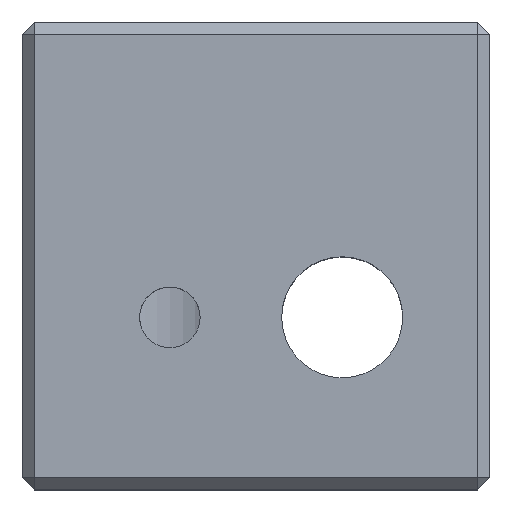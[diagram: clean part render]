
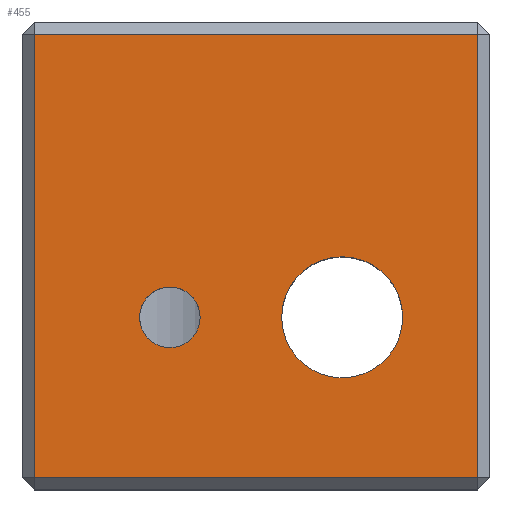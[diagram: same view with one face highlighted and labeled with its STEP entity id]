
A CAD part, top view. The second image highlights one B-rep face of the part: STEP entity #455.
In plain terms, the highlighted planar face has unit normal (0, 0, 1).
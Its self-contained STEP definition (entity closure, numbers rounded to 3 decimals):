
#23=FACE_BOUND('',#94,.T.);
#24=FACE_BOUND('',#95,.T.);
#34=CIRCLE('',#491,2.459);
#35=CIRCLE('',#492,1.23);
#60=FACE_OUTER_BOUND('',#93,.T.);
#93=EDGE_LOOP('',(#374,#375,#376,#377));
#94=EDGE_LOOP('',(#378));
#95=EDGE_LOOP('',(#379));
#137=LINE('',#690,#185);
#141=LINE('',#696,#189);
#145=LINE('',#702,#193);
#153=LINE('',#714,#201);
#185=VECTOR('',#550,18.);
#189=VECTOR('',#558,18.);
#193=VECTOR('',#566,18.);
#201=VECTOR('',#582,18.);
#216=VERTEX_POINT('',#650);
#221=VERTEX_POINT('',#662);
#228=VERTEX_POINT('',#678);
#230=VERTEX_POINT('',#683);
#234=VERTEX_POINT('',#730);
#235=VERTEX_POINT('',#732);
#265=EDGE_CURVE('',#230,#228,#137,.T.);
#269=EDGE_CURVE('',#221,#230,#141,.T.);
#273=EDGE_CURVE('',#228,#216,#145,.T.);
#281=EDGE_CURVE('',#216,#221,#153,.T.);
#290=EDGE_CURVE('',#234,#234,#34,.T.);
#291=EDGE_CURVE('',#235,#235,#35,.T.);
#374=ORIENTED_EDGE('',*,*,#265,.F.);
#375=ORIENTED_EDGE('',*,*,#269,.F.);
#376=ORIENTED_EDGE('',*,*,#281,.F.);
#377=ORIENTED_EDGE('',*,*,#273,.F.);
#378=ORIENTED_EDGE('',*,*,#290,.T.);
#379=ORIENTED_EDGE('',*,*,#291,.T.);
#429=PLANE('',#490);
#455=ADVANCED_FACE('',(#60,#23,#24),#429,.T.);
#490=AXIS2_PLACEMENT_3D('',#729,#601,#602);
#491=AXIS2_PLACEMENT_3D('',#731,#603,#604);
#492=AXIS2_PLACEMENT_3D('',#733,#605,#606);
#550=DIRECTION('',(1.,0.,0.));
#558=DIRECTION('',(0.,1.,0.));
#566=DIRECTION('',(0.,-1.,0.));
#582=DIRECTION('',(-1.,0.,0.));
#601=DIRECTION('center_axis',(0.,0.,1.));
#602=DIRECTION('ref_axis',(1.,0.,0.));
#603=DIRECTION('center_axis',(0.,0.,-1.));
#604=DIRECTION('ref_axis',(1.,0.,0.));
#605=DIRECTION('center_axis',(0.,0.,-1.));
#606=DIRECTION('ref_axis',(1.,0.,0.));
#650=CARTESIAN_POINT('',(9.,-9.,5.));
#662=CARTESIAN_POINT('',(-9.,-9.,5.));
#678=CARTESIAN_POINT('',(9.,9.,5.));
#683=CARTESIAN_POINT('',(-9.,9.,5.));
#690=CARTESIAN_POINT('',(-4.75,9.,5.));
#696=CARTESIAN_POINT('',(-9.,-4.75,5.));
#702=CARTESIAN_POINT('',(9.,4.75,5.));
#714=CARTESIAN_POINT('',(4.75,-9.,5.));
#729=CARTESIAN_POINT('Origin',(0.,0.,
5.));
#730=CARTESIAN_POINT('',(5.959,-2.5,5.));
#731=CARTESIAN_POINT('Origin',(3.5,-2.5,5.));
#732=CARTESIAN_POINT('',(-2.271,-2.5,5.));
#733=CARTESIAN_POINT('Origin',(-3.5,-2.5,5.));
